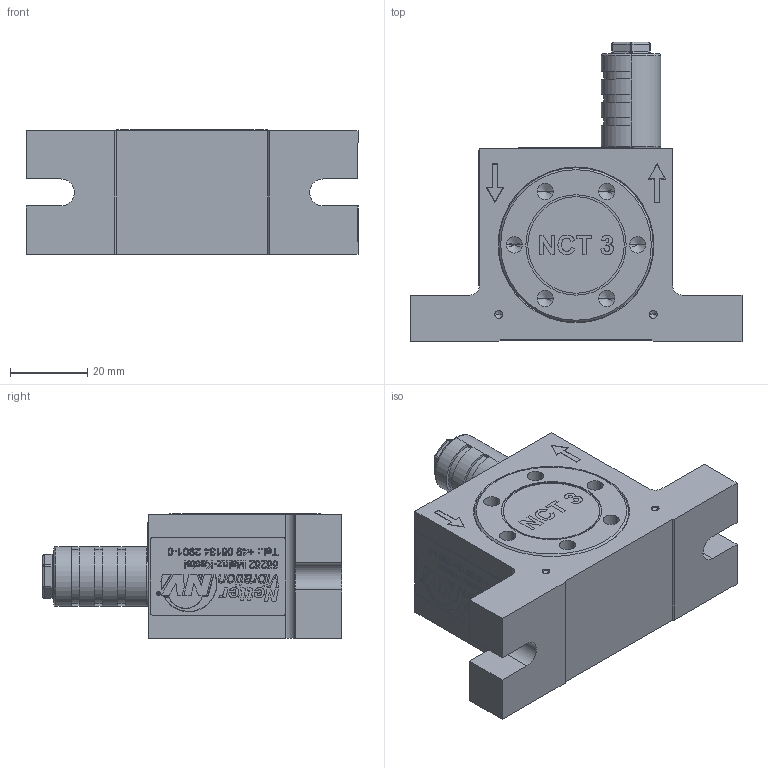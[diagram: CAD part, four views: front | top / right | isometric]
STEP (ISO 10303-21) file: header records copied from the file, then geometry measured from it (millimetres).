
FILE_DESCRIPTION (( 'STEP AP214' ), '1' );
FILE_NAME ('NCT 3 Turbinenvibrator #02703000.STEP', '2022-02-24T12:53:53', ( '' ), ( '' ), 'SwSTEP 2.0', 'SolidWorks 2015', '' );
FILE_SCHEMA (( 'AUTOMOTIVE_DESIGN' ));
Length unit declared in the file: millimetre
Products named in the file (1): NCT 3 Turbinenvibrator #02703000
Bounding box: 86 x 77.5 x 32.25 mm (x, y, z)
Volume: 96437.3 mm3; surface area: 26144.5 mm2
Topology: 6 solids, 7 shells, 340 faces, 1494 edges, 1272 vertices
Faces by surface type: plane 204, cylinder 77, cone 32, torus 19, sphere 8
Entity records: 24599 total; most frequent: CARTESIAN_POINT 8745, ORIENTED_EDGE 2940, DIRECTION 1898, EDGE_CURVE 1470, VERTEX_POINT 1272, LINE 788, VECTOR 788, AXIS2_PLACEMENT_3D 555
